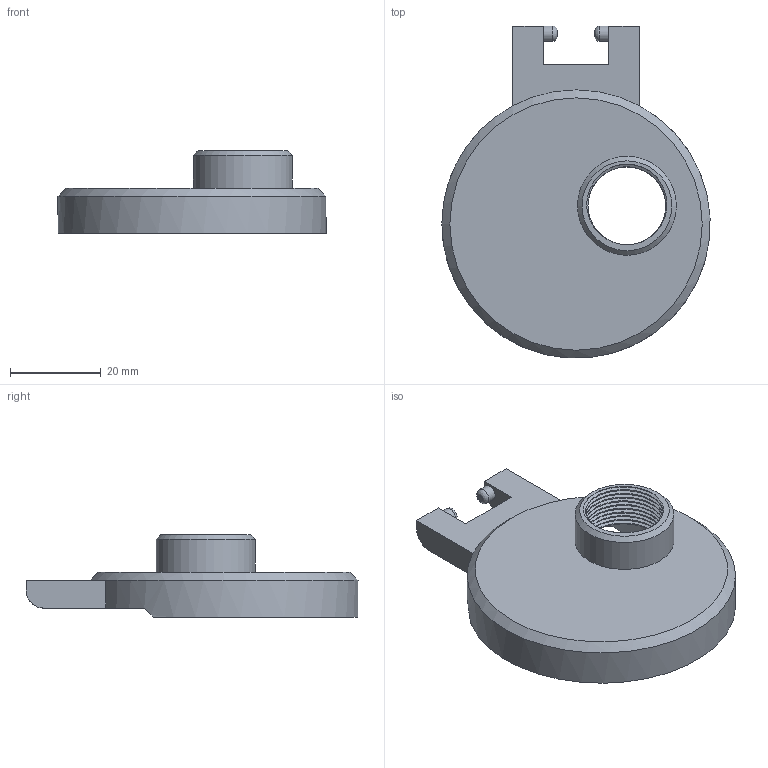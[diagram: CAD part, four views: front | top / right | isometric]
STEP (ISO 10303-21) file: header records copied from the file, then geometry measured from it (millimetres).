
FILE_DESCRIPTION(/* description */ (''),/* implementation_level */ '2;1');
FILE_NAME(/* name */ 'WaterMeterSensorHole.step',/* time_stamp */ '2022-11-01T21:31:14+01:00',/* author */ (''),/* organization */ (''),/* preprocessor_version */ 'ST-DEVELOPER v19.2',/* originating_system */ 'Autodesk Translation Framework v11.17.0.187',/* authorisation */ '');
FILE_SCHEMA (('AUTOMOTIVE_DESIGN { 1 0 10303 214 3 1 1 }'));
Length unit declared in the file: millimetre
Products named in the file (1): WaterMeterSensorHole
Bounding box: 58.97 x 73.01 x 18.15 mm (x, y, z)
Volume: 9320.6 mm3; surface area: 10237.3 mm2
Topology: 1 solids, 1 shells, 54 faces, 144 edges, 93 vertices
Faces by surface type: cylinder 30, plane 18, bspline 4, cone 2
Full cylindrical faces by diameter (mm): 3.4 x2, 17.136 x9, 18.252 x9, 21.75 x1, 55 x1
Entity records: 4291 total; most frequent: CARTESIAN_POINT 2982, ORIENTED_EDGE 288, DIRECTION 236, EDGE_CURVE 144, VERTEX_POINT 93, AXIS2_PLACEMENT_3D 89, LINE 58, VECTOR 58
